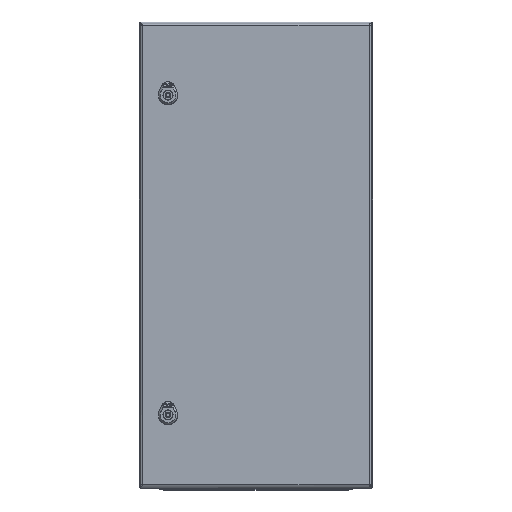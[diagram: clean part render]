
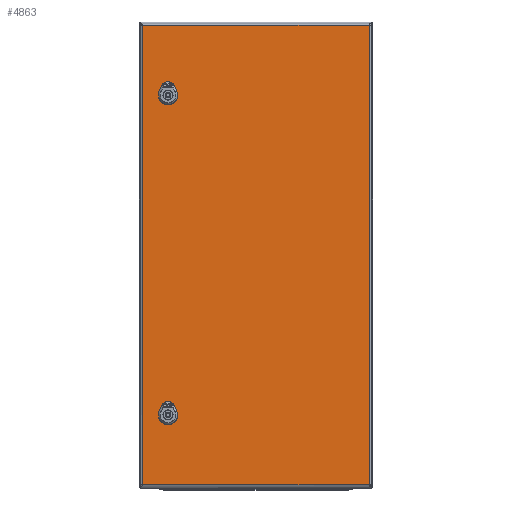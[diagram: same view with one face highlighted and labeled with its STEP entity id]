
A CAD part, top view. The second image highlights one B-rep face of the part: STEP entity #4863.
In plain terms, the highlighted face is planar.
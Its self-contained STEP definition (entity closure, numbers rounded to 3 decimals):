
#2984=FACE_BOUND('',#7320,.T.);
#2985=FACE_BOUND('',#7321,.T.);
#2986=FACE_BOUND('',#7322,.T.);
#4098=PLANE('',#21830);
#4863=ADVANCED_FACE('',(#2984,#2985,#2986),#4098,.F.);
#7320=EDGE_LOOP('',(#11496,#11497,#11498,#11499,#11500,#11501,#11502,#11503));
#7321=EDGE_LOOP('',(#11504,#11505,#11506,#11507,#11508,#11509,#11510,#11511));
#7322=EDGE_LOOP('',(#11512,#11513,#11514,#11515));
#8532=CIRCLE('',#21822,11.25);
#8533=CIRCLE('',#21823,11.25);
#8534=CIRCLE('',#21824,11.25);
#8535=CIRCLE('',#21825,11.25);
#8536=CIRCLE('',#21826,11.25);
#8537=CIRCLE('',#21827,11.25);
#8538=CIRCLE('',#21828,11.25);
#8539=CIRCLE('',#21829,11.25);
#11496=ORIENTED_EDGE('',*,*,#17021,.T.);
#11497=ORIENTED_EDGE('',*,*,#17022,.T.);
#11498=ORIENTED_EDGE('',*,*,#17023,.T.);
#11499=ORIENTED_EDGE('',*,*,#17024,.T.);
#11500=ORIENTED_EDGE('',*,*,#17025,.T.);
#11501=ORIENTED_EDGE('',*,*,#17026,.T.);
#11502=ORIENTED_EDGE('',*,*,#17027,.T.);
#11503=ORIENTED_EDGE('',*,*,#17028,.T.);
#11504=ORIENTED_EDGE('',*,*,#17029,.T.);
#11505=ORIENTED_EDGE('',*,*,#17030,.T.);
#11506=ORIENTED_EDGE('',*,*,#17031,.T.);
#11507=ORIENTED_EDGE('',*,*,#17032,.T.);
#11508=ORIENTED_EDGE('',*,*,#17033,.T.);
#11509=ORIENTED_EDGE('',*,*,#17034,.T.);
#11510=ORIENTED_EDGE('',*,*,#17035,.T.);
#11511=ORIENTED_EDGE('',*,*,#17036,.T.);
#11512=ORIENTED_EDGE('',*,*,#17037,.T.);
#11513=ORIENTED_EDGE('',*,*,#17038,.T.);
#11514=ORIENTED_EDGE('',*,*,#17039,.T.);
#11515=ORIENTED_EDGE('',*,*,#17040,.T.);
#14885=VERTEX_POINT('',#35760);
#14886=VERTEX_POINT('',#35761);
#14887=VERTEX_POINT('',#35763);
#14888=VERTEX_POINT('',#35765);
#14889=VERTEX_POINT('',#35767);
#14890=VERTEX_POINT('',#35769);
#14891=VERTEX_POINT('',#35771);
#14892=VERTEX_POINT('',#35773);
#14893=VERTEX_POINT('',#35776);
#14894=VERTEX_POINT('',#35777);
#14895=VERTEX_POINT('',#35779);
#14896=VERTEX_POINT('',#35781);
#14897=VERTEX_POINT('',#35783);
#14898=VERTEX_POINT('',#35785);
#14899=VERTEX_POINT('',#35787);
#14900=VERTEX_POINT('',#35789);
#14901=VERTEX_POINT('',#35792);
#14902=VERTEX_POINT('',#35793);
#14903=VERTEX_POINT('',#35795);
#14904=VERTEX_POINT('',#35797);
#17021=EDGE_CURVE('',#14885,#14886,#18981,.T.);
#17022=EDGE_CURVE('',#14886,#14887,#8532,.T.);
#17023=EDGE_CURVE('',#14887,#14888,#18982,.T.);
#17024=EDGE_CURVE('',#14888,#14889,#8533,.T.);
#17025=EDGE_CURVE('',#14889,#14890,#18983,.T.);
#17026=EDGE_CURVE('',#14890,#14891,#8534,.T.);
#17027=EDGE_CURVE('',#14891,#14892,#18984,.T.);
#17028=EDGE_CURVE('',#14892,#14885,#8535,.T.);
#17029=EDGE_CURVE('',#14893,#14894,#18985,.T.);
#17030=EDGE_CURVE('',#14894,#14895,#8536,.T.);
#17031=EDGE_CURVE('',#14895,#14896,#18986,.T.);
#17032=EDGE_CURVE('',#14896,#14897,#8537,.T.);
#17033=EDGE_CURVE('',#14897,#14898,#18987,.T.);
#17034=EDGE_CURVE('',#14898,#14899,#8538,.T.);
#17035=EDGE_CURVE('',#14899,#14900,#18988,.T.);
#17036=EDGE_CURVE('',#14900,#14893,#8539,.T.);
#17037=EDGE_CURVE('',#14901,#14902,#18989,.T.);
#17038=EDGE_CURVE('',#14902,#14903,#18990,.T.);
#17039=EDGE_CURVE('',#14903,#14904,#18991,.T.);
#17040=EDGE_CURVE('',#14904,#14901,#18992,.T.);
#18981=LINE('',#35759,#20343);
#18982=LINE('',#35764,#20344);
#18983=LINE('',#35768,#20345);
#18984=LINE('',#35772,#20346);
#18985=LINE('',#35775,#20347);
#18986=LINE('',#35780,#20348);
#18987=LINE('',#35784,#20349);
#18988=LINE('',#35788,#20350);
#18989=LINE('',#35791,#20351);
#18990=LINE('',#35794,#20352);
#18991=LINE('',#35796,#20353);
#18992=LINE('',#35798,#20354);
#20343=VECTOR('',#25113,1.);
#20344=VECTOR('',#25116,1.);
#20345=VECTOR('',#25119,1.);
#20346=VECTOR('',#25122,1.);
#20347=VECTOR('',#25125,1.);
#20348=VECTOR('',#25128,1.);
#20349=VECTOR('',#25131,1.);
#20350=VECTOR('',#25134,1.);
#20351=VECTOR('',#25137,1.);
#20352=VECTOR('',#25138,1.);
#20353=VECTOR('',#25139,1.);
#20354=VECTOR('',#25140,1.);
#21822=AXIS2_PLACEMENT_3D('',#35762,#25114,#25115);
#21823=AXIS2_PLACEMENT_3D('',#35766,#25117,#25118);
#21824=AXIS2_PLACEMENT_3D('',#35770,#25120,#25121);
#21825=AXIS2_PLACEMENT_3D('',#35774,#25123,#25124);
#21826=AXIS2_PLACEMENT_3D('',#35778,#25126,#25127);
#21827=AXIS2_PLACEMENT_3D('',#35782,#25129,#25130);
#21828=AXIS2_PLACEMENT_3D('',#35786,#25132,#25133);
#21829=AXIS2_PLACEMENT_3D('',#35790,#25135,#25136);
#21830=AXIS2_PLACEMENT_3D('',#35799,#25141,#25142);
#25113=DIRECTION('',(-1.,0.,0.));
#25114=DIRECTION('',(0.,0.,1.));
#25115=DIRECTION('',(1.,0.,0.));
#25116=DIRECTION('',(0.,-1.,0.));
#25117=DIRECTION('',(0.,0.,1.));
#25118=DIRECTION('',(1.,0.,0.));
#25119=DIRECTION('',(1.,0.,0.));
#25120=DIRECTION('',(0.,0.,1.));
#25121=DIRECTION('',(1.,0.,0.));
#25122=DIRECTION('',(0.,1.,0.));
#25123=DIRECTION('',(0.,0.,1.));
#25124=DIRECTION('',(1.,0.,0.));
#25125=DIRECTION('',(-1.,0.,0.));
#25126=DIRECTION('',(0.,0.,1.));
#25127=DIRECTION('',(1.,0.,0.));
#25128=DIRECTION('',(0.,-1.,0.));
#25129=DIRECTION('',(0.,0.,1.));
#25130=DIRECTION('',(1.,0.,0.));
#25131=DIRECTION('',(1.,0.,0.));
#25132=DIRECTION('',(0.,0.,1.));
#25133=DIRECTION('',(1.,0.,0.));
#25134=DIRECTION('',(0.,1.,0.));
#25135=DIRECTION('',(0.,0.,1.));
#25136=DIRECTION('',(1.,0.,0.));
#25137=DIRECTION('',(0.,1.,0.));
#25138=DIRECTION('',(1.,0.,0.));
#25139=DIRECTION('',(0.,-1.,0.));
#25140=DIRECTION('',(-1.,0.,0.));
#25141=DIRECTION('',(0.,0.,1.));
#25142=DIRECTION('',(1.,0.,0.));
#35759=CARTESIAN_POINT('',(-195.75,-264.3,0.));
#35760=CARTESIAN_POINT('',(155.496,-264.3,0.));
#35761=CARTESIAN_POINT('',(146.004,-264.3,0.));
#35762=CARTESIAN_POINT('',(150.75,-274.5,0.));
#35763=CARTESIAN_POINT('',(140.55,-269.754,0.));
#35764=CARTESIAN_POINT('',(140.55,-395.,0.));
#35765=CARTESIAN_POINT('',(140.55,-279.246,0.));
#35766=CARTESIAN_POINT('',(150.75,-274.5,0.));
#35767=CARTESIAN_POINT('',(146.004,-284.7,0.));
#35768=CARTESIAN_POINT('',(-195.75,-284.7,0.));
#35769=CARTESIAN_POINT('',(155.496,-284.7,0.));
#35770=CARTESIAN_POINT('',(150.75,-274.5,0.));
#35771=CARTESIAN_POINT('',(160.95,-279.246,0.));
#35772=CARTESIAN_POINT('',(160.95,-395.,0.));
#35773=CARTESIAN_POINT('',(160.95,-269.754,0.));
#35774=CARTESIAN_POINT('',(150.75,-274.5,0.));
#35775=CARTESIAN_POINT('',(-195.75,284.7,0.));
#35776=CARTESIAN_POINT('',(155.496,284.7,0.));
#35777=CARTESIAN_POINT('',(146.004,284.7,0.));
#35778=CARTESIAN_POINT('',(150.75,274.5,0.));
#35779=CARTESIAN_POINT('',(140.55,279.246,0.));
#35780=CARTESIAN_POINT('',(140.55,-395.,0.));
#35781=CARTESIAN_POINT('',(140.55,269.754,0.));
#35782=CARTESIAN_POINT('',(150.75,274.5,0.));
#35783=CARTESIAN_POINT('',(146.004,264.3,0.));
#35784=CARTESIAN_POINT('',(-195.75,264.3,0.));
#35785=CARTESIAN_POINT('',(155.496,264.3,0.));
#35786=CARTESIAN_POINT('',(150.75,274.5,0.));
#35787=CARTESIAN_POINT('',(160.95,269.754,0.));
#35788=CARTESIAN_POINT('',(160.95,-395.,0.));
#35789=CARTESIAN_POINT('',(160.95,279.246,0.));
#35790=CARTESIAN_POINT('',(150.75,274.5,0.));
#35791=CARTESIAN_POINT('',(-194.75,-395.,0.));
#35792=CARTESIAN_POINT('',(-194.75,-394.,0.));
#35793=CARTESIAN_POINT('',(-194.75,394.,0.));
#35794=CARTESIAN_POINT('',(-195.75,394.,0.));
#35795=CARTESIAN_POINT('',(194.75,394.,0.));
#35796=CARTESIAN_POINT('',(194.75,-395.,0.));
#35797=CARTESIAN_POINT('',(194.75,-394.,0.));
#35798=CARTESIAN_POINT('',(-195.75,-394.,0.));
#35799=CARTESIAN_POINT('',(-195.75,-395.,0.));
